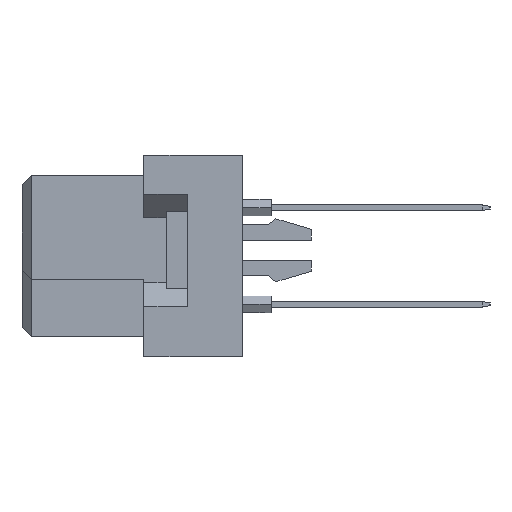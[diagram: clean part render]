
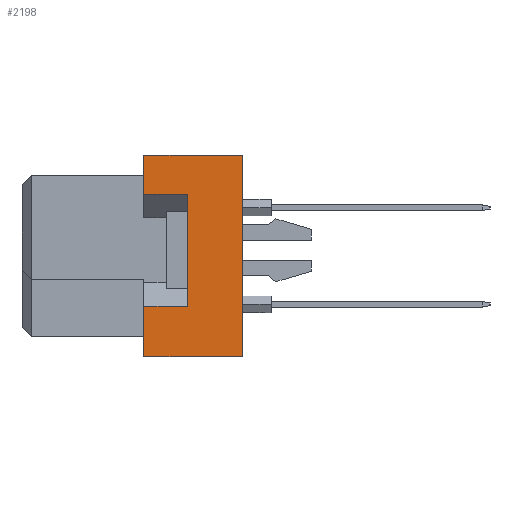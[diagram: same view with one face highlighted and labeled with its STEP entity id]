
A CAD part, left-side view. The second image highlights one B-rep face of the part: STEP entity #2198.
In plain terms, the highlighted planar face has unit normal (-1, 0, 0).
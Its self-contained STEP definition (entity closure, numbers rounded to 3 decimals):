
#691 = LINE ( 'NONE', #28169, #12232 ) ;
#1214 = VECTOR ( 'NONE', #35034, 1000. ) ;
#1334 = EDGE_CURVE ( 'NONE', #3194, #4478, #691, .T. ) ;
#1632 = VERTEX_POINT ( 'NONE', #21131 ) ;
#2198 = ADVANCED_FACE ( 'NONE', ( #9257 ), #33709, .T. ) ;
#2545 = VERTEX_POINT ( 'NONE', #32468 ) ;
#2999 = LINE ( 'NONE', #30303, #37735 ) ;
#3017 = DIRECTION ( 'NONE',  ( 0., 0., 1. ) ) ;
#3194 = VERTEX_POINT ( 'NONE', #7656 ) ;
#3398 = CARTESIAN_POINT ( 'NONE',  ( -47.5, -6.4, -2.65 ) ) ;
#3786 = VERTEX_POINT ( 'NONE', #25426 ) ;
#4478 = VERTEX_POINT ( 'NONE', #4984 ) ;
#4682 = ORIENTED_EDGE ( 'NONE', *, *, #36975, .T. ) ;
#4811 = DIRECTION ( 'NONE',  ( 0., 0., 1. ) ) ;
#4984 = CARTESIAN_POINT ( 'NONE',  ( -47.5, -6.4, 5.3 ) ) ;
#5828 = VECTOR ( 'NONE', #33116, 1000. ) ;
#7656 = CARTESIAN_POINT ( 'NONE',  ( -47.5, -6.4, 3.25 ) ) ;
#8612 = CARTESIAN_POINT ( 'NONE',  ( -47.5, -8.7, -2.65 ) ) ;
#8978 = VECTOR ( 'NONE', #9053, 1000. ) ;
#9053 = DIRECTION ( 'NONE',  ( 0., 1., 0. ) ) ;
#9064 = LINE ( 'NONE', #9265, #5828 ) ;
#9257 = FACE_OUTER_BOUND ( 'NONE', #20375, .T. ) ;
#9265 = CARTESIAN_POINT ( 'NONE',  ( -47.5, -8.7, 3.25 ) ) ;
#9640 = DIRECTION ( 'NONE',  ( -1., 0., 0. ) ) ;
#10402 = CARTESIAN_POINT ( 'NONE',  ( -47.5, -8.7, -2.65 ) ) ;
#12029 = DIRECTION ( 'NONE',  ( 0., 1., 0. ) ) ;
#12232 = VECTOR ( 'NONE', #31385, 1000. ) ;
#14238 = EDGE_CURVE ( 'NONE', #28887, #2545, #27709, .T. ) ;
#14252 = VECTOR ( 'NONE', #33737, 1000. ) ;
#16056 = CARTESIAN_POINT ( 'NONE',  ( -47.5, -11.6, 5.3 ) ) ;
#16845 = ORIENTED_EDGE ( 'NONE', *, *, #14238, .F. ) ;
#18292 = EDGE_CURVE ( 'NONE', #3786, #3194, #9064, .T. ) ;
#18898 = LINE ( 'NONE', #24903, #14252 ) ;
#19032 = LINE ( 'NONE', #10402, #1214 ) ;
#19253 = CARTESIAN_POINT ( 'NONE',  ( -47.5, -6.4, -5.3 ) ) ;
#19843 = VECTOR ( 'NONE', #4811, 1000. ) ;
#20375 = EDGE_LOOP ( 'NONE', ( #22572, #31844, #16845, #30612, #4682, #32488, #30939, #31156 ) ) ;
#21131 = CARTESIAN_POINT ( 'NONE',  ( -47.5, -11.6, 5.3 ) ) ;
#22572 = ORIENTED_EDGE ( 'NONE', *, *, #29658, .T. ) ;
#23485 = VECTOR ( 'NONE', #30690, 1000. ) ;
#23619 = EDGE_CURVE ( 'NONE', #28887, #1632, #18898, .T. ) ;
#24876 = CARTESIAN_POINT ( 'NONE',  ( -47.5, -11.6, -5.3 ) ) ;
#24903 = CARTESIAN_POINT ( 'NONE',  ( -47.5, -11.6, 5.3 ) ) ;
#25426 = CARTESIAN_POINT ( 'NONE',  ( -47.5, -8.7, 3.25 ) ) ;
#27709 = LINE ( 'NONE', #24876, #8978 ) ;
#28157 = EDGE_CURVE ( 'NONE', #37904, #3786, #36089, .T. ) ;
#28169 = CARTESIAN_POINT ( 'NONE',  ( -47.5, -6.4, -5.3 ) ) ;
#28887 = VERTEX_POINT ( 'NONE', #34982 ) ;
#29481 = VERTEX_POINT ( 'NONE', #3398 ) ;
#29658 = EDGE_CURVE ( 'NONE', #37904, #29481, #19032, .T. ) ;
#30303 = CARTESIAN_POINT ( 'NONE',  ( -47.5, -11.6, 5.3 ) ) ;
#30612 = ORIENTED_EDGE ( 'NONE', *, *, #23619, .T. ) ;
#30690 = DIRECTION ( 'NONE',  ( 0., 0., 1. ) ) ;
#30939 = ORIENTED_EDGE ( 'NONE', *, *, #18292, .F. ) ;
#31156 = ORIENTED_EDGE ( 'NONE', *, *, #28157, .F. ) ;
#31385 = DIRECTION ( 'NONE',  ( 0., 0., 1. ) ) ;
#31844 = ORIENTED_EDGE ( 'NONE', *, *, #33994, .F. ) ;
#32468 = CARTESIAN_POINT ( 'NONE',  ( -47.5, -6.4, -5.3 ) ) ;
#32488 = ORIENTED_EDGE ( 'NONE', *, *, #1334, .F. ) ;
#33116 = DIRECTION ( 'NONE',  ( 0., 1., 0. ) ) ;
#33709 = PLANE ( 'NONE',  #36622 ) ;
#33737 = DIRECTION ( 'NONE',  ( 0., 0., 1. ) ) ;
#33994 = EDGE_CURVE ( 'NONE', #2545, #29481, #34471, .T. ) ;
#34471 = LINE ( 'NONE', #19253, #23485 ) ;
#34982 = CARTESIAN_POINT ( 'NONE',  ( -47.5, -11.6, -5.3 ) ) ;
#35034 = DIRECTION ( 'NONE',  ( 0., 1., 0. ) ) ;
#36089 = LINE ( 'NONE', #8612, #19843 ) ;
#36622 = AXIS2_PLACEMENT_3D ( 'NONE', #16056, #9640, #3017 ) ;
#36975 = EDGE_CURVE ( 'NONE', #1632, #4478, #2999, .T. ) ;
#37720 = CARTESIAN_POINT ( 'NONE',  ( -47.5, -8.7, -2.65 ) ) ;
#37735 = VECTOR ( 'NONE', #12029, 1000. ) ;
#37904 = VERTEX_POINT ( 'NONE', #37720 ) ;
